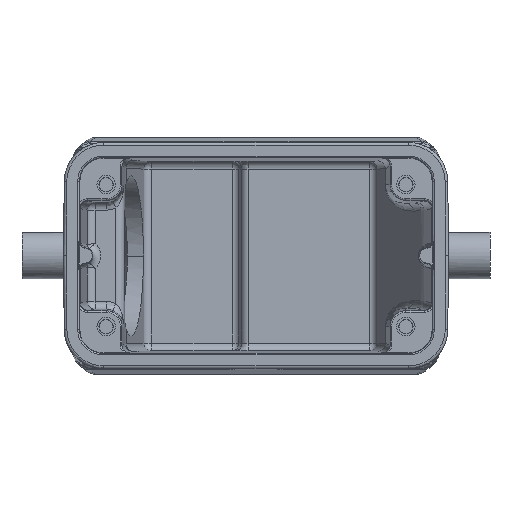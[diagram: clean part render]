
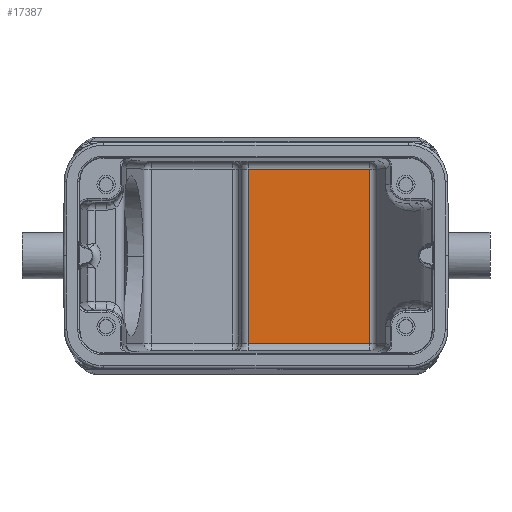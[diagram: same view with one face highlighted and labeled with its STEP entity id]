
A CAD part, top view. The second image highlights one B-rep face of the part: STEP entity #17387.
In plain terms, the highlighted planar face has unit normal (0, 0, 1).
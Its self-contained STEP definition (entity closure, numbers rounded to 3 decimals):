
#1992=DIRECTION('',(1.,0.,0.));
#1993=VECTOR('',#1992,23.067);
#1994=CARTESIAN_POINT('',(-1.493,-16.546,
-65.));
#1995=LINE('',#1994,#1993);
#1999=DIRECTION('',(0.,1.,0.));
#2000=VECTOR('',#1999,33.092);
#2001=CARTESIAN_POINT('',(-1.493,-16.546,
-65.));
#2002=LINE('',#2001,#2000);
#2006=DIRECTION('',(-1.,0.,0.));
#2007=VECTOR('',#2006,23.067);
#2008=CARTESIAN_POINT('',(21.573,16.546,-65.));
#2009=LINE('',#2008,#2007);
#2013=DIRECTION('',(0.,-1.,0.));
#2014=VECTOR('',#2013,33.092);
#2015=CARTESIAN_POINT('',(21.573,16.546,-65.));
#2016=LINE('',#2015,#2014);
#2039=CARTESIAN_POINT('',(-1.493,-16.546,
-65.));
#14023=VERTEX_POINT('',#2039);
#14037=CARTESIAN_POINT('',(21.573,16.546,-65.));
#14039=VERTEX_POINT('',#14037);
#14070=CARTESIAN_POINT('',(21.573,-16.546,-65.));
#14071=VERTEX_POINT('',#14070);
#14076=CARTESIAN_POINT('',(-1.493,16.546,
-65.));
#14077=VERTEX_POINT('',#14076);
#17374=CARTESIAN_POINT('',(22.724,-18.6,-65.));
#17375=DIRECTION('',(0.,0.,-1.));
#17376=DIRECTION('',(-1.,0.,0.));
#17377=AXIS2_PLACEMENT_3D('',#17374,#17375,#17376);
#17378=PLANE('',#17377);
#17380=ORIENTED_EDGE('',*,*,#17379,.F.);
#17382=ORIENTED_EDGE('',*,*,#17381,.T.);
#17383=ORIENTED_EDGE('',*,*,#17365,.F.);
#17384=ORIENTED_EDGE('',*,*,#17341,.T.);
#17385=EDGE_LOOP('',(#17380,#17382,#17383,#17384));
#17386=FACE_OUTER_BOUND('',#17385,.F.);
#17341=EDGE_CURVE('',#14039,#14071,#2016,.T.);
#17365=EDGE_CURVE('',#14039,#14077,#2009,.T.);
#17379=EDGE_CURVE('',#14023,#14071,#1995,.T.);
#17381=EDGE_CURVE('',#14023,#14077,#2002,.T.);
#17387=ADVANCED_FACE('',(#17386),#17378,.F.);
